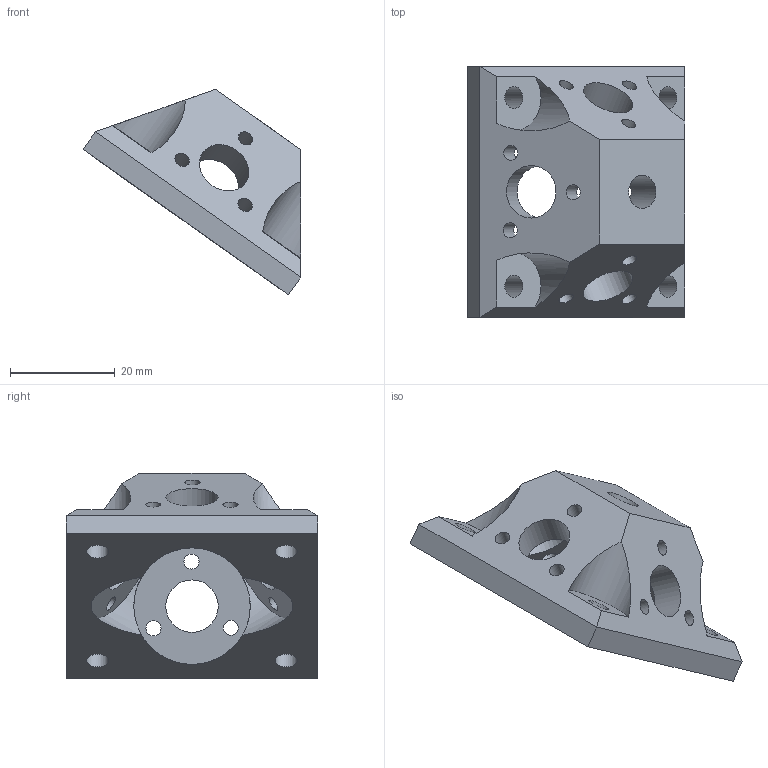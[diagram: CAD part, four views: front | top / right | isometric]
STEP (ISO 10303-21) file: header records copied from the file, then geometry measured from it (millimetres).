
FILE_DESCRIPTION(('HOOPS Exchange Step'),'2;1');
FILE_NAME('temp_export','2022-12-07T16:41:45-06:00',('jonat'),('Shapr3D Limited'),'HOOPS Exchange 2022.0','Shapr3D','Authorized');
FILE_SCHEMA( ('AUTOMOTIVE_DESIGN { 1 0 10303 214 1 1 1 1 }') );
Length unit declared in the file: millimetre
Products named in the file (2): RWA; root
Assembly tree (1 placements, depth 2):
  root
    RWA
Bounding box: 41.6 x 48 x 39.21 mm (x, y, z)
Volume: 17704.6 mm3; surface area: 9449.8 mm2
Topology: 1 solids, 1 shells, 47 faces, 152 edges, 107 vertices
Faces by surface type: cylinder 29, plane 18
Full cylindrical faces by diameter (mm): 2.87 x12, 4.216 x4, 6.35 x1, 10 x4, 22.225 x4
Entity records: 2196 total; most frequent: CARTESIAN_POINT 644, DIRECTION 329, ORIENTED_EDGE 304, EDGE_CURVE 152, AXIS2_PLACEMENT_3D 136, VERTEX_POINT 107, EDGE_LOOP 89, FACE_BOUND 89
